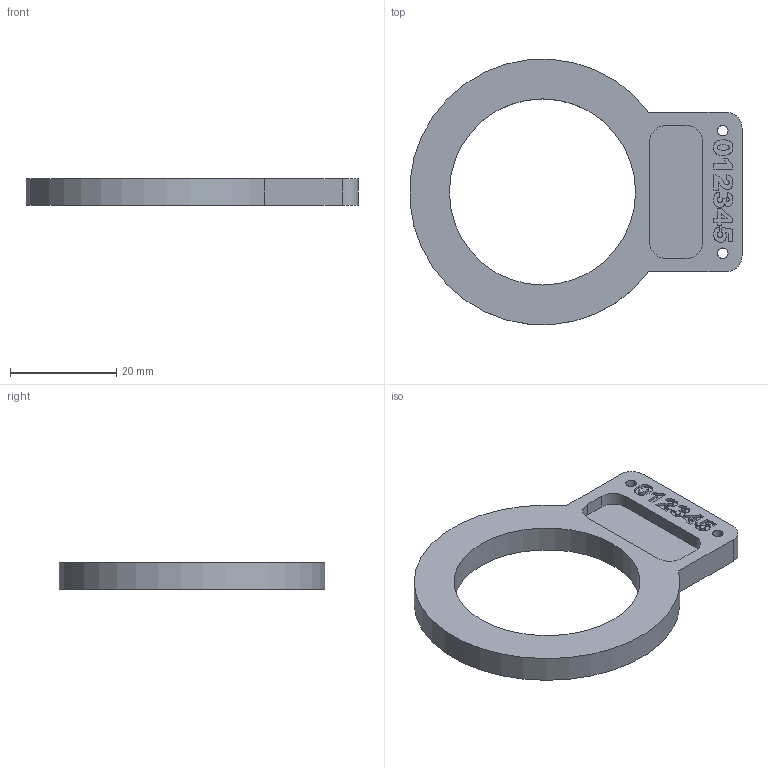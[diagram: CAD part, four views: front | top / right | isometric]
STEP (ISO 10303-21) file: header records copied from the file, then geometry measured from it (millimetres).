
FILE_DESCRIPTION (( 'STEP AP214' ), '1' );
FILE_NAME ('solidworks_demopart.STEP', '2024-11-07T21:19:35', ( '' ), ( '' ), 'SwSTEP 2.0', 'SolidWorks 2024', '' );
FILE_SCHEMA (( 'AUTOMOTIVE_DESIGN' ));
Length unit declared in the file: millimetre
Products named in the file (1): solidworks_demopart
Bounding box: 62.42 x 49.89 x 5 mm (x, y, z)
Volume: 6451 mm3; surface area: 4587.7 mm2
Topology: 1 solids, 1 shells, 108 faces, 291 edges, 194 vertices
Faces by surface type: plane 51, bspline 48, cylinder 9
Entity records: 5584 total; most frequent: CARTESIAN_POINT 3146, ORIENTED_EDGE 582, DIRECTION 335, EDGE_CURVE 291, VERTEX_POINT 194, VECTOR 177, LINE 177, EDGE_LOOP 123
